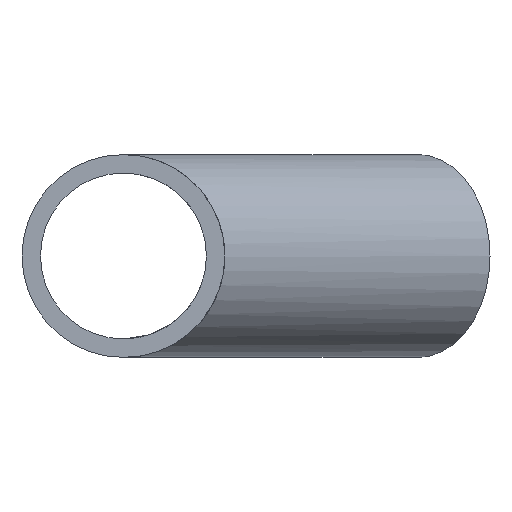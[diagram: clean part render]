
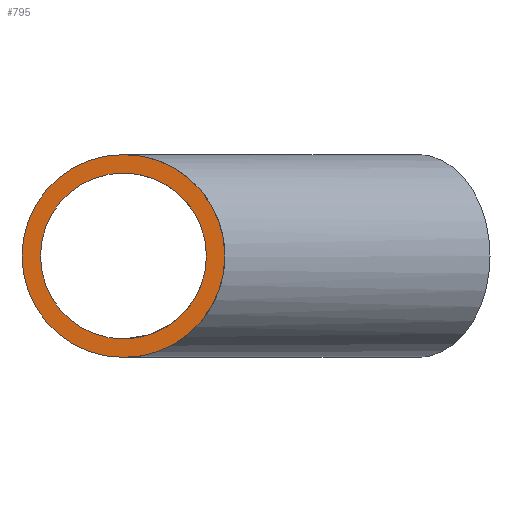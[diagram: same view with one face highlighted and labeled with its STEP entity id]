
A CAD part, front view. The second image highlights one B-rep face of the part: STEP entity #795.
In plain terms, the highlighted planar face has unit normal (0, -1, 0).
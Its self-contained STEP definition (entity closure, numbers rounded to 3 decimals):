
#341=CARTESIAN_POINT('',(-81.8,-219.,0.));
#342=VERTEX_POINT('',#341);
#349=CARTESIAN_POINT('',(0.,-219.,0.));
#350=DIRECTION('',(0.,1.,0.));
#351=DIRECTION('',(1.,0.,0.));
#352=AXIS2_PLACEMENT_3D('',#349,#350,#351);
#353=CIRCLE('',#352,81.8);
#354=EDGE_CURVE('',#342,#342,#353,.T.);
#733=CARTESIAN_POINT('',(-100.,-219.,0.));
#734=VERTEX_POINT('',#733);
#741=CARTESIAN_POINT('',(100.,-219.,0.));
#742=VERTEX_POINT('',#741);
#743=CARTESIAN_POINT('',(0.,-219.,0.));
#744=DIRECTION('',(0.,1.,0.));
#745=DIRECTION('',(1.,0.,0.));
#746=AXIS2_PLACEMENT_3D('',#743,#744,#745);
#747=CIRCLE('',#746,100.);
#748=EDGE_CURVE('',#734,#742,#747,.T.);
#750=EDGE_CURVE('',#742,#734,#747,.T.);
#783=ORIENTED_EDGE('',*,*,#750,.F.);
#784=ORIENTED_EDGE('',*,*,#748,.F.);
#785=EDGE_LOOP('',(#783,#784));
#786=FACE_OUTER_BOUND('',#785,.T.);
#787=ORIENTED_EDGE('',*,*,#354,.T.);
#788=EDGE_LOOP('',(#787));
#789=FACE_BOUND('',#788,.T.);
#790=CARTESIAN_POINT('',(0.,-219.,0.));
#791=DIRECTION('',(0.,1.,0.));
#792=DIRECTION('',(0.,0.,1.));
#793=AXIS2_PLACEMENT_3D('',#790,#791,#792);
#794=PLANE('',#793);
#795=ADVANCED_FACE('',(#786,#789),#794,.F.);
